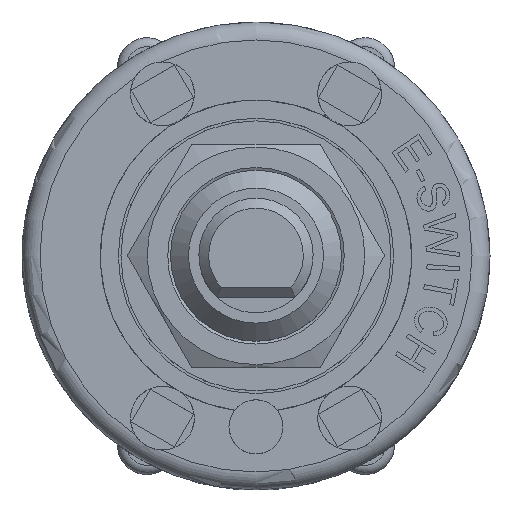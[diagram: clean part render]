
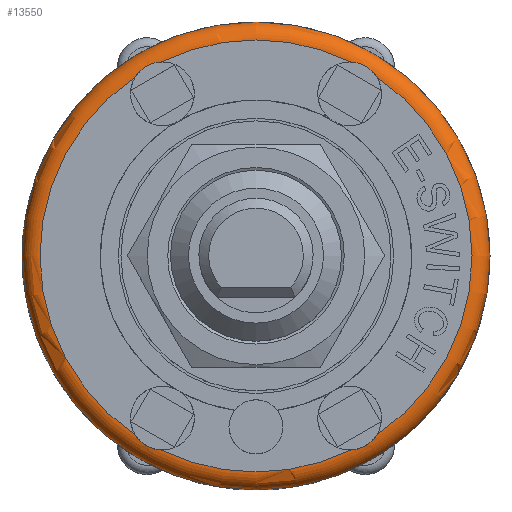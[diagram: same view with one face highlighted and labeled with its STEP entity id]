
A CAD part, top view. The second image highlights one B-rep face of the part: STEP entity #13550.
In plain terms, the highlighted toroidal (fillet/blend) face has major radius 12 mm and minor radius 1 mm.
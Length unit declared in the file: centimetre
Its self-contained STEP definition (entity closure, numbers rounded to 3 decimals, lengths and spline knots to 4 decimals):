
#28=TOROIDAL_SURFACE('',#14238,1.2,0.1);
#640=B_SPLINE_CURVE_WITH_KNOTS('',3,(#23304,#23305,#23306,#23307,#23308,
#23309,#23310,#23311,#23312,#23313,#23314,#23315),.UNSPECIFIED.,.F.,.F.,
(4,2,2,2,2,4),(-0.2692,-0.2446,-0.216,
-0.1921,-0.1645,-0.1357),.UNSPECIFIED.);
#641=B_SPLINE_CURVE_WITH_KNOTS('',3,(#23327,#23328,#23329,#23330,#23331,
#23332,#23333,#23334,#23335,#23336,#23337,#23338),.UNSPECIFIED.,.F.,.F.,
(4,2,2,2,2,4),(-0.2692,-0.2446,-0.216,
-0.1921,-0.1645,-0.1357),.UNSPECIFIED.);
#642=B_SPLINE_CURVE_WITH_KNOTS('',3,(#23355,#23356,#23357,#23358,#23359,
#23360,#23361,#23362,#23363,#23364,#23365,#23366),.UNSPECIFIED.,.F.,.F.,
(4,2,2,2,2,4),(-0.2692,-0.2446,-0.216,
-0.1921,-0.1645,-0.1357),.UNSPECIFIED.);
#643=B_SPLINE_CURVE_WITH_KNOTS('',3,(#23388,#23389,#23390,#23391,#23392,
#23393,#23394,#23395,#23396,#23397,#23398,#23399),.UNSPECIFIED.,.F.,.F.,
(4,2,2,2,2,4),(-0.2692,-0.2446,-0.216,
-0.1921,-0.1645,-0.1357),.UNSPECIFIED.);
#1831=FACE_OUTER_BOUND('',#2634,.T.);
#2634=EDGE_LOOP('',(#12462,#12463,#12464,#12465,#12466,#12467,#12468,#12469,
#12470,#12471,#12472,#12473));
#5673=CIRCLE('',#14191,1.3);
#5700=CIRCLE('',#14239,0.1);
#5701=CIRCLE('',#14240,1.2);
#5702=CIRCLE('',#14241,1.2);
#5703=CIRCLE('',#14242,1.2);
#5704=CIRCLE('',#14243,1.2);
#5705=CIRCLE('',#14244,1.2);
#6910=VERTEX_POINT('',#23266);
#6918=VERTEX_POINT('',#23302);
#6919=VERTEX_POINT('',#23303);
#6922=VERTEX_POINT('',#23325);
#6923=VERTEX_POINT('',#23326);
#6928=VERTEX_POINT('',#23353);
#6929=VERTEX_POINT('',#23354);
#6936=VERTEX_POINT('',#23386);
#6937=VERTEX_POINT('',#23387);
#6940=VERTEX_POINT('',#23409);
#8799=EDGE_CURVE('',#6910,#6910,#5673,.T.);
#8817=EDGE_CURVE('',#6918,#6919,#640,.T.);
#8823=EDGE_CURVE('',#6922,#6923,#641,.T.);
#8831=EDGE_CURVE('',#6928,#6929,#642,.T.);
#8841=EDGE_CURVE('',#6936,#6937,#643,.T.);
#8847=EDGE_CURVE('',#6910,#6940,#5700,.T.);
#8848=EDGE_CURVE('',#6940,#6928,#5701,.T.);
#8849=EDGE_CURVE('',#6929,#6922,#5702,.T.);
#8850=EDGE_CURVE('',#6923,#6918,#5703,.T.);
#8851=EDGE_CURVE('',#6919,#6936,#5704,.T.);
#8852=EDGE_CURVE('',#6937,#6940,#5705,.T.);
#12462=ORIENTED_EDGE('',*,*,#8799,.T.);
#12463=ORIENTED_EDGE('',*,*,#8847,.T.);
#12464=ORIENTED_EDGE('',*,*,#8848,.T.);
#12465=ORIENTED_EDGE('',*,*,#8831,.T.);
#12466=ORIENTED_EDGE('',*,*,#8849,.T.);
#12467=ORIENTED_EDGE('',*,*,#8823,.T.);
#12468=ORIENTED_EDGE('',*,*,#8850,.T.);
#12469=ORIENTED_EDGE('',*,*,#8817,.T.);
#12470=ORIENTED_EDGE('',*,*,#8851,.T.);
#12471=ORIENTED_EDGE('',*,*,#8841,.T.);
#12472=ORIENTED_EDGE('',*,*,#8852,.T.);
#12473=ORIENTED_EDGE('',*,*,#8847,.F.);
#13550=ADVANCED_FACE('',(#1831),#28,.T.);
#14191=AXIS2_PLACEMENT_3D('',#23267,#16838,#16839);
#14238=AXIS2_PLACEMENT_3D('',#23408,#16949,#16950);
#14239=AXIS2_PLACEMENT_3D('',#23410,#16951,#16952);
#14240=AXIS2_PLACEMENT_3D('',#23411,#16953,#16954);
#14241=AXIS2_PLACEMENT_3D('',#23412,#16955,#16956);
#14242=AXIS2_PLACEMENT_3D('',#23413,#16957,#16958);
#14243=AXIS2_PLACEMENT_3D('',#23414,#16959,#16960);
#14244=AXIS2_PLACEMENT_3D('',#23415,#16961,#16962);
#16838=DIRECTION('center_axis',(0.,0.,1.));
#16839=DIRECTION('ref_axis',(-1.,0.,0.));
#16949=DIRECTION('center_axis',(0.,0.,-1.));
#16950=DIRECTION('ref_axis',(-1.,0.,0.));
#16951=DIRECTION('center_axis',(0.,-1.,0.));
#16952=DIRECTION('ref_axis',(1.,0.,0.));
#16953=DIRECTION('center_axis',(0.,0.,-1.));
#16954=DIRECTION('ref_axis',(-1.,0.,0.));
#16955=DIRECTION('center_axis',(0.,0.,-1.));
#16956=DIRECTION('ref_axis',(-1.,0.,0.));
#16957=DIRECTION('center_axis',(0.,0.,-1.));
#16958=DIRECTION('ref_axis',(-1.,0.,0.));
#16959=DIRECTION('center_axis',(0.,0.,-1.));
#16960=DIRECTION('ref_axis',(-1.,0.,0.));
#16961=DIRECTION('center_axis',(0.,0.,-1.));
#16962=DIRECTION('ref_axis',(-1.,0.,0.));
#23266=CARTESIAN_POINT('',(1.3,0.,0.95));
#23267=CARTESIAN_POINT('Origin',(0.,0.,0.95));
#23302=CARTESIAN_POINT('',(-0.67,0.9955,1.05));
#23303=CARTESIAN_POINT('',(-0.5271,1.078,1.05));
#23304=CARTESIAN_POINT('Ctrl Pts',(-0.67,0.9955,
1.05));
#23305=CARTESIAN_POINT('Ctrl Pts',(-0.6646,1.0041,
1.05));
#23306=CARTESIAN_POINT('Ctrl Pts',(-0.6583,1.0124,
1.0498));
#23307=CARTESIAN_POINT('Ctrl Pts',(-0.6428,1.0294,
1.0491));
#23308=CARTESIAN_POINT('Ctrl Pts',(-0.6335,1.0377,
1.0488));
#23309=CARTESIAN_POINT('Ctrl Pts',(-0.615,1.051,1.0484));
#23310=CARTESIAN_POINT('Ctrl Pts',(-0.6061,1.0563,
1.0484));
#23311=CARTESIAN_POINT('Ctrl Pts',(-0.5859,1.0659,1.0487));
#23312=CARTESIAN_POINT('Ctrl Pts',(-0.5747,1.07,1.049));
#23313=CARTESIAN_POINT('Ctrl Pts',(-0.551,1.0759,1.0497));
#23314=CARTESIAN_POINT('Ctrl Pts',(-0.539,1.0775,
1.05));
#23315=CARTESIAN_POINT('Ctrl Pts',(-0.5271,1.078,
1.05));
#23325=CARTESIAN_POINT('',(-0.5271,-1.078,1.05));
#23326=CARTESIAN_POINT('',(-0.67,-0.9955,1.05));
#23327=CARTESIAN_POINT('Ctrl Pts',(-0.5271,-1.078,
1.05));
#23328=CARTESIAN_POINT('Ctrl Pts',(-0.5373,-1.0776,
1.05));
#23329=CARTESIAN_POINT('Ctrl Pts',(-0.5476,-1.0763,
1.0498));
#23330=CARTESIAN_POINT('Ctrl Pts',(-0.5701,-1.0714,1.0491));
#23331=CARTESIAN_POINT('Ctrl Pts',(-0.5819,-1.0675,
1.0488));
#23332=CARTESIAN_POINT('Ctrl Pts',(-0.6027,-1.0581,
1.0484));
#23333=CARTESIAN_POINT('Ctrl Pts',(-0.6117,-1.053,
1.0484));
#23334=CARTESIAN_POINT('Ctrl Pts',(-0.6301,-1.0404,
1.0487));
#23335=CARTESIAN_POINT('Ctrl Pts',(-0.6393,-1.0327,
1.049));
#23336=CARTESIAN_POINT('Ctrl Pts',(-0.6562,-1.0151,
1.0497));
#23337=CARTESIAN_POINT('Ctrl Pts',(-0.6637,-1.0055,
1.05));
#23338=CARTESIAN_POINT('Ctrl Pts',(-0.67,-0.9955,
1.05));
#23353=CARTESIAN_POINT('',(0.67,-0.9955,1.05));
#23354=CARTESIAN_POINT('',(0.5271,-1.078,1.05));
#23355=CARTESIAN_POINT('Ctrl Pts',(0.67,-0.9955,
1.05));
#23356=CARTESIAN_POINT('Ctrl Pts',(0.6646,-1.0041,
1.05));
#23357=CARTESIAN_POINT('Ctrl Pts',(0.6583,-1.0124,
1.0498));
#23358=CARTESIAN_POINT('Ctrl Pts',(0.6428,-1.0294,
1.0491));
#23359=CARTESIAN_POINT('Ctrl Pts',(0.6335,-1.0377,
1.0488));
#23360=CARTESIAN_POINT('Ctrl Pts',(0.615,-1.051,
1.0484));
#23361=CARTESIAN_POINT('Ctrl Pts',(0.6061,-1.0563,
1.0484));
#23362=CARTESIAN_POINT('Ctrl Pts',(0.5859,-1.0659,1.0487));
#23363=CARTESIAN_POINT('Ctrl Pts',(0.5747,-1.07,1.049));
#23364=CARTESIAN_POINT('Ctrl Pts',(0.551,-1.0759,
1.0497));
#23365=CARTESIAN_POINT('Ctrl Pts',(0.539,-1.0775,
1.05));
#23366=CARTESIAN_POINT('Ctrl Pts',(0.5271,-1.078,
1.05));
#23386=CARTESIAN_POINT('',(0.5271,1.078,1.05));
#23387=CARTESIAN_POINT('',(0.67,0.9955,1.05));
#23388=CARTESIAN_POINT('Ctrl Pts',(0.5271,1.078,1.05));
#23389=CARTESIAN_POINT('Ctrl Pts',(0.5373,1.0776,1.05));
#23390=CARTESIAN_POINT('Ctrl Pts',(0.5476,1.0763,1.0498));
#23391=CARTESIAN_POINT('Ctrl Pts',(0.5701,1.0714,1.0491));
#23392=CARTESIAN_POINT('Ctrl Pts',(0.5819,1.0675,1.0488));
#23393=CARTESIAN_POINT('Ctrl Pts',(0.6027,1.0581,1.0484));
#23394=CARTESIAN_POINT('Ctrl Pts',(0.6117,1.053,1.0484));
#23395=CARTESIAN_POINT('Ctrl Pts',(0.6301,1.0404,1.0487));
#23396=CARTESIAN_POINT('Ctrl Pts',(0.6393,1.0327,1.049));
#23397=CARTESIAN_POINT('Ctrl Pts',(0.6562,1.0151,1.0497));
#23398=CARTESIAN_POINT('Ctrl Pts',(0.6637,1.0055,1.05));
#23399=CARTESIAN_POINT('Ctrl Pts',(0.67,0.9955,
1.05));
#23408=CARTESIAN_POINT('Origin',(0.,0.,0.95));
#23409=CARTESIAN_POINT('',(1.2,0.,1.05));
#23410=CARTESIAN_POINT('Origin',(1.2,0.,0.95));
#23411=CARTESIAN_POINT('Origin',(0.,0.,1.05));
#23412=CARTESIAN_POINT('Origin',(0.,0.,1.05));
#23413=CARTESIAN_POINT('Origin',(0.,0.,1.05));
#23414=CARTESIAN_POINT('Origin',(0.,0.,1.05));
#23415=CARTESIAN_POINT('Origin',(0.,0.,1.05));
